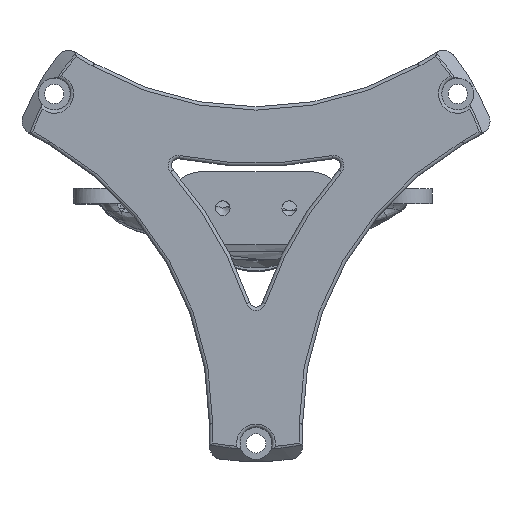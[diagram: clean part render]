
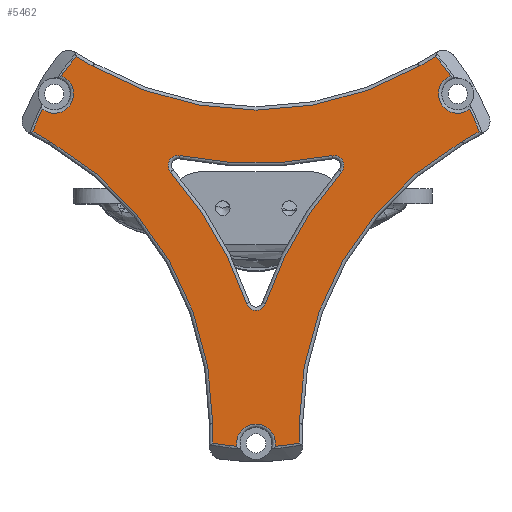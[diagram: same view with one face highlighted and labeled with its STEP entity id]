
A CAD part, top view. The second image highlights one B-rep face of the part: STEP entity #5462.
In plain terms, the highlighted planar face has unit normal (0, 0, 1).
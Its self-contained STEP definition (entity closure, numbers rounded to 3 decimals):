
#698=FACE_BOUND('',#1365,.T.);
#769=CIRCLE('',#5781,56.926);
#771=CIRCLE('',#5784,1.5);
#774=CIRCLE('',#5788,56.926);
#777=CIRCLE('',#5792,1.5);
#780=CIRCLE('',#5796,56.926);
#783=CIRCLE('',#5800,1.5);
#787=CIRCLE('',#5808,48.926);
#788=CIRCLE('',#5809,35.543);
#789=CIRCLE('',#5810,2.9);
#790=CIRCLE('',#5811,35.543);
#791=CIRCLE('',#5812,48.926);
#792=CIRCLE('',#5813,35.543);
#793=CIRCLE('',#5814,2.9);
#794=CIRCLE('',#5815,35.543);
#795=CIRCLE('',#5816,48.926);
#796=CIRCLE('',#5817,35.543);
#797=CIRCLE('',#5818,2.9);
#798=CIRCLE('',#5819,35.543);
#1034=FACE_OUTER_BOUND('',#1364,.T.);
#1364=EDGE_LOOP('',(#4287,#4288,#4289,#4290,#4291,#4292,#4293,#4294,#4295,
#4296,#4297,#4298,#4299,#4300,#4301,#4302,#4303,#4304));
#1365=EDGE_LOOP('',(#4305,#4306,#4307,#4308,#4309,#4310));
#1729=LINE('',#9477,#1993);
#1730=LINE('',#9481,#1994);
#1731=LINE('',#9489,#1995);
#1732=LINE('',#9493,#1996);
#1733=LINE('',#9501,#1997);
#1734=LINE('',#9505,#1998);
#1993=VECTOR('',#6507,10.);
#1994=VECTOR('',#6510,10.);
#1995=VECTOR('',#6517,10.);
#1996=VECTOR('',#6520,10.);
#1997=VECTOR('',#6527,10.);
#1998=VECTOR('',#6530,10.);
#2327=VERTEX_POINT('',#9425);
#2330=VERTEX_POINT('',#9430);
#2332=VERTEX_POINT('',#9435);
#2334=VERTEX_POINT('',#9441);
#2336=VERTEX_POINT('',#9447);
#2338=VERTEX_POINT('',#9453);
#2343=VERTEX_POINT('',#9475);
#2344=VERTEX_POINT('',#9476);
#2345=VERTEX_POINT('',#9478);
#2346=VERTEX_POINT('',#9480);
#2347=VERTEX_POINT('',#9482);
#2348=VERTEX_POINT('',#9484);
#2349=VERTEX_POINT('',#9486);
#2350=VERTEX_POINT('',#9488);
#2351=VERTEX_POINT('',#9490);
#2352=VERTEX_POINT('',#9492);
#2353=VERTEX_POINT('',#9494);
#2354=VERTEX_POINT('',#9496);
#2355=VERTEX_POINT('',#9498);
#2356=VERTEX_POINT('',#9500);
#2357=VERTEX_POINT('',#9502);
#2358=VERTEX_POINT('',#9504);
#2359=VERTEX_POINT('',#9506);
#2360=VERTEX_POINT('',#9508);
#3014=EDGE_CURVE('',#2330,#2327,#769,.T.);
#3016=EDGE_CURVE('',#2332,#2330,#771,.T.);
#3019=EDGE_CURVE('',#2334,#2332,#774,.T.);
#3022=EDGE_CURVE('',#2336,#2334,#777,.T.);
#3025=EDGE_CURVE('',#2338,#2336,#780,.T.);
#3028=EDGE_CURVE('',#2327,#2338,#783,.T.);
#3036=EDGE_CURVE('',#2343,#2344,#1729,.T.);
#3037=EDGE_CURVE('',#2345,#2343,#787,.T.);
#3038=EDGE_CURVE('',#2346,#2345,#1730,.T.);
#3039=EDGE_CURVE('',#2347,#2346,#788,.T.);
#3040=EDGE_CURVE('',#2348,#2347,#789,.T.);
#3041=EDGE_CURVE('',#2349,#2348,#790,.T.);
#3042=EDGE_CURVE('',#2350,#2349,#1731,.T.);
#3043=EDGE_CURVE('',#2351,#2350,#791,.T.);
#3044=EDGE_CURVE('',#2352,#2351,#1732,.T.);
#3045=EDGE_CURVE('',#2353,#2352,#792,.T.);
#3046=EDGE_CURVE('',#2354,#2353,#793,.T.);
#3047=EDGE_CURVE('',#2355,#2354,#794,.T.);
#3048=EDGE_CURVE('',#2356,#2355,#1733,.T.);
#3049=EDGE_CURVE('',#2357,#2356,#795,.T.);
#3050=EDGE_CURVE('',#2358,#2357,#1734,.T.);
#3051=EDGE_CURVE('',#2359,#2358,#796,.T.);
#3052=EDGE_CURVE('',#2360,#2359,#797,.T.);
#3053=EDGE_CURVE('',#2344,#2360,#798,.T.);
#4287=ORIENTED_EDGE('',*,*,#3036,.F.);
#4288=ORIENTED_EDGE('',*,*,#3037,.F.);
#4289=ORIENTED_EDGE('',*,*,#3038,.F.);
#4290=ORIENTED_EDGE('',*,*,#3039,.F.);
#4291=ORIENTED_EDGE('',*,*,#3040,.F.);
#4292=ORIENTED_EDGE('',*,*,#3041,.F.);
#4293=ORIENTED_EDGE('',*,*,#3042,.F.);
#4294=ORIENTED_EDGE('',*,*,#3043,.F.);
#4295=ORIENTED_EDGE('',*,*,#3044,.F.);
#4296=ORIENTED_EDGE('',*,*,#3045,.F.);
#4297=ORIENTED_EDGE('',*,*,#3046,.F.);
#4298=ORIENTED_EDGE('',*,*,#3047,.F.);
#4299=ORIENTED_EDGE('',*,*,#3048,.F.);
#4300=ORIENTED_EDGE('',*,*,#3049,.F.);
#4301=ORIENTED_EDGE('',*,*,#3050,.F.);
#4302=ORIENTED_EDGE('',*,*,#3051,.F.);
#4303=ORIENTED_EDGE('',*,*,#3052,.F.);
#4304=ORIENTED_EDGE('',*,*,#3053,.F.);
#4305=ORIENTED_EDGE('',*,*,#3014,.F.);
#4306=ORIENTED_EDGE('',*,*,#3016,.F.);
#4307=ORIENTED_EDGE('',*,*,#3019,.F.);
#4308=ORIENTED_EDGE('',*,*,#3022,.F.);
#4309=ORIENTED_EDGE('',*,*,#3025,.F.);
#4310=ORIENTED_EDGE('',*,*,#3028,.F.);
#5278=PLANE('',#5807);
#5462=ADVANCED_FACE('',(#1034,#698),#5278,.T.);
#5781=AXIS2_PLACEMENT_3D('',#9432,#6449,#6450);
#5784=AXIS2_PLACEMENT_3D('',#9437,#6455,#6456);
#5788=AXIS2_PLACEMENT_3D('',#9443,#6463,#6464);
#5792=AXIS2_PLACEMENT_3D('',#9449,#6471,#6472);
#5796=AXIS2_PLACEMENT_3D('',#9455,#6479,#6480);
#5800=AXIS2_PLACEMENT_3D('',#9459,#6487,#6488);
#5807=AXIS2_PLACEMENT_3D('',#9474,#6505,#6506);
#5808=AXIS2_PLACEMENT_3D('',#9479,#6508,#6509);
#5809=AXIS2_PLACEMENT_3D('',#9483,#6511,#6512);
#5810=AXIS2_PLACEMENT_3D('',#9485,#6513,#6514);
#5811=AXIS2_PLACEMENT_3D('',#9487,#6515,#6516);
#5812=AXIS2_PLACEMENT_3D('',#9491,#6518,#6519);
#5813=AXIS2_PLACEMENT_3D('',#9495,#6521,#6522);
#5814=AXIS2_PLACEMENT_3D('',#9497,#6523,#6524);
#5815=AXIS2_PLACEMENT_3D('',#9499,#6525,#6526);
#5816=AXIS2_PLACEMENT_3D('',#9503,#6528,#6529);
#5817=AXIS2_PLACEMENT_3D('',#9507,#6531,#6532);
#5818=AXIS2_PLACEMENT_3D('',#9509,#6533,#6534);
#5819=AXIS2_PLACEMENT_3D('',#9510,#6535,#6536);
#6449=DIRECTION('center_axis',(0.,0.,-1.));
#6450=DIRECTION('ref_axis',(0.,-1.,0.));
#6455=DIRECTION('center_axis',(0.,0.,1.));
#6456=DIRECTION('ref_axis',(0.866,0.5,0.));
#6463=DIRECTION('center_axis',(0.,0.,-1.));
#6464=DIRECTION('ref_axis',(-0.866,0.5,0.));
#6471=DIRECTION('center_axis',(0.,0.,1.));
#6472=DIRECTION('ref_axis',(0.,-1.,0.));
#6479=DIRECTION('center_axis',(0.,0.,-1.));
#6480=DIRECTION('ref_axis',(0.866,0.5,0.));
#6487=DIRECTION('center_axis',(0.,0.,1.));
#6488=DIRECTION('ref_axis',(-0.866,0.5,0.));
#6505=DIRECTION('center_axis',(0.,0.,1.));
#6506=DIRECTION('ref_axis',(1.,0.,0.));
#6507=DIRECTION('',(-0.866,0.5,0.));
#6508=DIRECTION('center_axis',(0.,0.,1.));
#6509=DIRECTION('ref_axis',(0.866,0.5,0.));
#6510=DIRECTION('',(0.,1.,0.));
#6511=DIRECTION('center_axis',(0.,0.,-1.));
#6512=DIRECTION('ref_axis',(-0.13,-0.991,0.));
#6513=DIRECTION('center_axis',(0.,0.,1.));
#6514=DIRECTION('ref_axis',(0.,1.,0.));
#6515=DIRECTION('center_axis',(0.,0.,-1.));
#6516=DIRECTION('ref_axis',(0.13,-0.991,0.));
#6517=DIRECTION('',(0.,-1.,0.));
#6518=DIRECTION('center_axis',(0.,0.,1.));
#6519=DIRECTION('ref_axis',(-0.866,0.5,0.));
#6520=DIRECTION('',(-0.866,-0.5,0.));
#6521=DIRECTION('center_axis',(0.,0.,-1.));
#6522=DIRECTION('ref_axis',(0.924,0.383,0.));
#6523=DIRECTION('center_axis',(0.,0.,1.));
#6524=DIRECTION('ref_axis',(-0.866,-0.5,0.));
#6525=DIRECTION('center_axis',(0.,0.,-1.));
#6526=DIRECTION('ref_axis',(0.793,0.609,0.));
#6527=DIRECTION('',(0.866,0.5,0.));
#6528=DIRECTION('center_axis',(0.,0.,1.));
#6529=DIRECTION('ref_axis',(0.,-1.,0.));
#6530=DIRECTION('',(0.866,-0.5,0.));
#6531=DIRECTION('center_axis',(0.,0.,-1.));
#6532=DIRECTION('ref_axis',(-0.793,0.609,0.));
#6533=DIRECTION('center_axis',(0.,0.,1.));
#6534=DIRECTION('ref_axis',(0.866,-0.5,0.));
#6535=DIRECTION('center_axis',(0.,0.,-1.));
#6536=DIRECTION('ref_axis',(-0.924,0.383,0.));
#9425=CARTESIAN_POINT('',(-11.407,8.229,66.5));
#9430=CARTESIAN_POINT('',(11.407,8.229,66.5));
#9432=CARTESIAN_POINT('Origin',(0.,64.,66.5));
#9435=CARTESIAN_POINT('',(12.83,5.764,66.5));
#9437=CARTESIAN_POINT('Origin',(11.708,6.759,66.5));
#9441=CARTESIAN_POINT('',(1.423,-13.993,66.5));
#9443=CARTESIAN_POINT('Origin',(55.426,-32.,66.5));
#9447=CARTESIAN_POINT('',(-1.423,-13.993,66.5));
#9449=CARTESIAN_POINT('Origin',(0.,-13.519,
66.5));
#9453=CARTESIAN_POINT('',(-12.83,5.764,66.5));
#9455=CARTESIAN_POINT('Origin',(-55.426,-32.,66.5));
#9459=CARTESIAN_POINT('Origin',(-11.708,6.759,66.5));
#9474=CARTESIAN_POINT('Origin',(0.,-6.57,66.5));
#9475=CARTESIAN_POINT('',(-30.963,10.371,66.5));
#9476=CARTESIAN_POINT('',(-33.512,11.843,66.5));
#9477=CARTESIAN_POINT('',(-17.89,2.823,66.5));
#9478=CARTESIAN_POINT('',(-6.5,-32.,66.5));
#9479=CARTESIAN_POINT('Origin',(-55.426,-32.,66.5));
#9480=CARTESIAN_POINT('',(-6.5,-34.943,66.5));
#9481=CARTESIAN_POINT('',(-6.5,-19.285,66.5));
#9482=CARTESIAN_POINT('',(-2.868,-35.427,66.5));
#9483=CARTESIAN_POINT('Origin',(0.,0.,66.5));
#9484=CARTESIAN_POINT('',(2.868,-35.427,66.5));
#9485=CARTESIAN_POINT('Origin',(0.,-35.,66.5));
#9486=CARTESIAN_POINT('',(6.5,-34.943,66.5));
#9487=CARTESIAN_POINT('Origin',(0.,0.,66.5));
#9488=CARTESIAN_POINT('',(6.5,-32.,66.5));
#9489=CARTESIAN_POINT('',(6.5,-21.833,66.5));
#9490=CARTESIAN_POINT('',(30.963,10.371,66.5));
#9491=CARTESIAN_POINT('Origin',(55.426,-32.,66.5));
#9492=CARTESIAN_POINT('',(33.512,11.843,66.5));
#9493=CARTESIAN_POINT('',(15.684,1.55,66.5));
#9494=CARTESIAN_POINT('',(32.115,15.229,66.5));
#9495=CARTESIAN_POINT('Origin',(0.,0.,66.5));
#9496=CARTESIAN_POINT('',(29.246,20.198,66.5));
#9497=CARTESIAN_POINT('Origin',(30.311,17.5,66.5));
#9498=CARTESIAN_POINT('',(27.012,23.101,66.5));
#9499=CARTESIAN_POINT('Origin',(0.,0.,66.5));
#9500=CARTESIAN_POINT('',(24.463,21.629,66.5));
#9501=CARTESIAN_POINT('',(11.39,14.082,66.5));
#9502=CARTESIAN_POINT('',(-24.463,21.629,66.5));
#9503=CARTESIAN_POINT('Origin',(0.,64.,66.5));
#9504=CARTESIAN_POINT('',(-27.012,23.101,66.5));
#9505=CARTESIAN_POINT('',(-9.184,12.808,66.5));
#9506=CARTESIAN_POINT('',(-29.246,20.198,66.5));
#9507=CARTESIAN_POINT('Origin',(0.,0.,66.5));
#9508=CARTESIAN_POINT('',(-32.115,15.229,66.5));
#9509=CARTESIAN_POINT('Origin',(-30.311,17.5,66.5));
#9510=CARTESIAN_POINT('Origin',(0.,0.,66.5));
